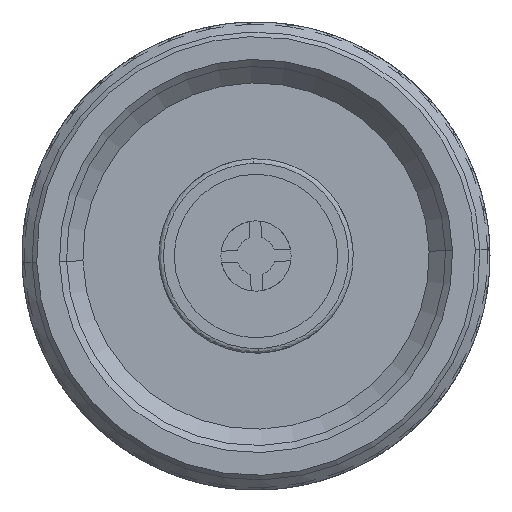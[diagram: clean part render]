
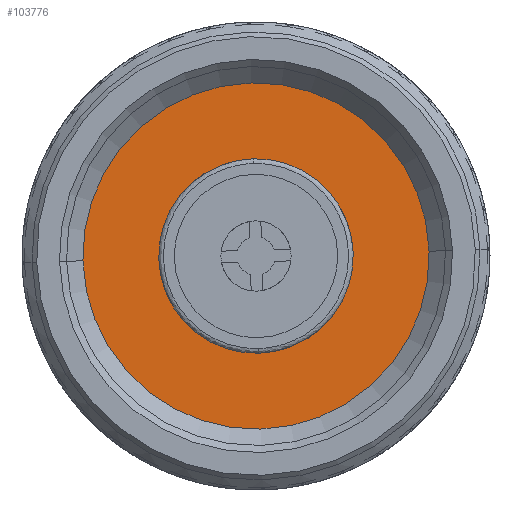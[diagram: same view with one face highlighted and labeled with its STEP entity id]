
A CAD part, front view. The second image highlights one B-rep face of the part: STEP entity #103776.
In plain terms, the highlighted face is planar.
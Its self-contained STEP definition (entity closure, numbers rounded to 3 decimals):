
#2819 = FACE_OUTER_BOUND ( 'NONE', #46375, .T. ) ;
#5896 = VERTEX_POINT ( 'NONE', #13579 ) ;
#8251 = ORIENTED_EDGE ( 'NONE', *, *, #61946, .T. ) ;
#13579 = CARTESIAN_POINT ( 'NONE',  ( -8.6, 0., -9.875 ) ) ;
#15798 = FACE_BOUND ( 'NONE', #68619, .T. ) ;
#16083 = DIRECTION ( 'NONE',  ( 0., 0., -1. ) ) ;
#17824 = AXIS2_PLACEMENT_3D ( 'NONE', #93882, #16083, #103758 ) ;
#19504 = CARTESIAN_POINT ( 'NONE',  ( 0., 0., -9.875 ) ) ;
#24257 = DIRECTION ( 'NONE',  ( -1., 0., 0. ) ) ;
#26963 = EDGE_CURVE ( 'NONE', #68898, #55261, #73336, .T. ) ;
#29408 = DIRECTION ( 'NONE',  ( -1., 0., 0. ) ) ;
#31657 = CARTESIAN_POINT ( 'NONE',  ( 8.6, 0., -9.875 ) ) ;
#37785 = CARTESIAN_POINT ( 'NONE',  ( 0., 0., -9.875 ) ) ;
#40783 = ORIENTED_EDGE ( 'NONE', *, *, #111031, .T. ) ;
#44926 = DIRECTION ( 'NONE',  ( 1., 0., 0. ) ) ;
#46319 = CIRCLE ( 'NONE', #67985, 4.157 ) ;
#46375 = EDGE_LOOP ( 'NONE', ( #74193, #8251 ) ) ;
#47270 = DIRECTION ( 'NONE',  ( -1., 0., 0. ) ) ;
#48926 = DIRECTION ( 'NONE',  ( 0., 0., 1. ) ) ;
#55261 = VERTEX_POINT ( 'NONE', #100751 ) ;
#61946 = EDGE_CURVE ( 'NONE', #90981, #5896, #92357, .T. ) ;
#67985 = AXIS2_PLACEMENT_3D ( 'NONE', #121811, #102895, #24257 ) ;
#68619 = EDGE_LOOP ( 'NONE', ( #116342, #40783 ) ) ;
#68898 = VERTEX_POINT ( 'NONE', #102133 ) ;
#73336 = CIRCLE ( 'NONE', #17824, 4.157 ) ;
#74193 = ORIENTED_EDGE ( 'NONE', *, *, #93620, .T. ) ;
#83204 = CARTESIAN_POINT ( 'NONE',  ( 0., 0., -9.875 ) ) ;
#86310 = CIRCLE ( 'NONE', #104456, 8.6 ) ;
#90981 = VERTEX_POINT ( 'NONE', #31657 ) ;
#92357 = CIRCLE ( 'NONE', #119865, 8.6 ) ;
#93620 = EDGE_CURVE ( 'NONE', #5896, #90981, #86310, .T. ) ;
#93882 = CARTESIAN_POINT ( 'NONE',  ( 0., 0., -9.875 ) ) ;
#93962 = PLANE ( 'NONE',  #122684 ) ;
#100751 = CARTESIAN_POINT ( 'NONE',  ( 4.157, 0., -9.875 ) ) ;
#102133 = CARTESIAN_POINT ( 'NONE',  ( -4.157, 0., -9.875 ) ) ;
#102895 = DIRECTION ( 'NONE',  ( 0., 0., -1. ) ) ;
#103758 = DIRECTION ( 'NONE',  ( -1., 0., 0. ) ) ;
#103776 = ADVANCED_FACE ( 'NONE', ( #15798, #2819 ), #93962, .T. ) ;
#103843 = DIRECTION ( 'NONE',  ( 0., 0., 1. ) ) ;
#104456 = AXIS2_PLACEMENT_3D ( 'NONE', #37785, #48926, #47270 ) ;
#111031 = EDGE_CURVE ( 'NONE', #55261, #68898, #46319, .T. ) ;
#116342 = ORIENTED_EDGE ( 'NONE', *, *, #26963, .T. ) ;
#119865 = AXIS2_PLACEMENT_3D ( 'NONE', #19504, #127391, #29408 ) ;
#121811 = CARTESIAN_POINT ( 'NONE',  ( 0., 0., -9.875 ) ) ;
#122684 = AXIS2_PLACEMENT_3D ( 'NONE', #83204, #103843, #44926 ) ;
#127391 = DIRECTION ( 'NONE',  ( 0., 0., 1. ) ) ;
